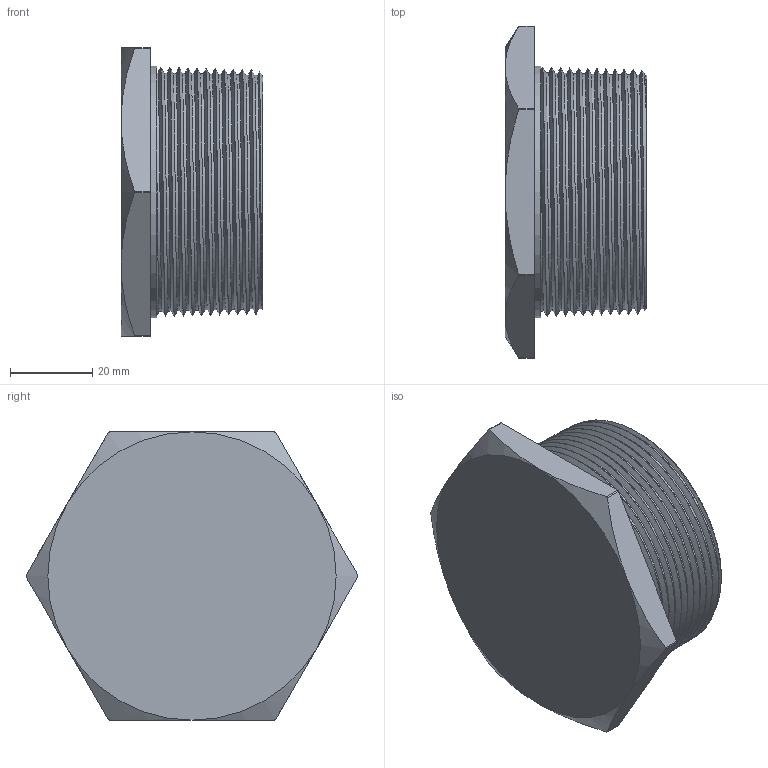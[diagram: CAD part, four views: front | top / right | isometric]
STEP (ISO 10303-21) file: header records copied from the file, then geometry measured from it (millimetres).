
FILE_DESCRIPTION(/* description */ ('Verschlusschraube sechskant Ex NPT 2"'),/* implementation_level */ '2;1');
FILE_NAME(/* name */ 'RX190894-RST.stp',/* time_stamp */ '2021-03-29T14:27:31+02:00',/* author */ ('sl'),/* organization */ (''),/* preprocessor_version */ 'ST-DEVELOPER v16.5',/* originating_system */ 'Autodesk Inventor 2017',/* authorisation */ '');
FILE_SCHEMA (('AUTOMOTIVE_DESIGN { 1 0 10303 214 3 1 1 }'));
Length unit declared in the file: millimetre
Products named in the file (1): RX190894
Bounding box: 34.45 x 80.6 x 70 mm (x, y, z)
Volume: 54106.2 mm3; surface area: 28115.7 mm2
Topology: 1 solids, 1 shells, 32 faces, 77 edges, 47 vertices
Faces by surface type: cone 10, plane 10, cylinder 8, bspline 4
Full cylindrical faces by diameter (mm): 50 x1, 61.06 x1
Entity records: 4499 total; most frequent: CARTESIAN_POINT 3803, ORIENTED_EDGE 140, DIRECTION 132, EDGE_CURVE 68, AXIS2_PLACEMENT_3D 57, VERTEX_POINT 44, EDGE_LOOP 38, FACE_OUTER_BOUND 32
